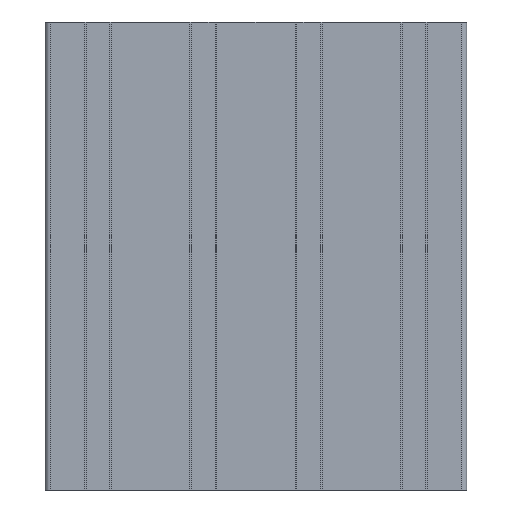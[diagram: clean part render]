
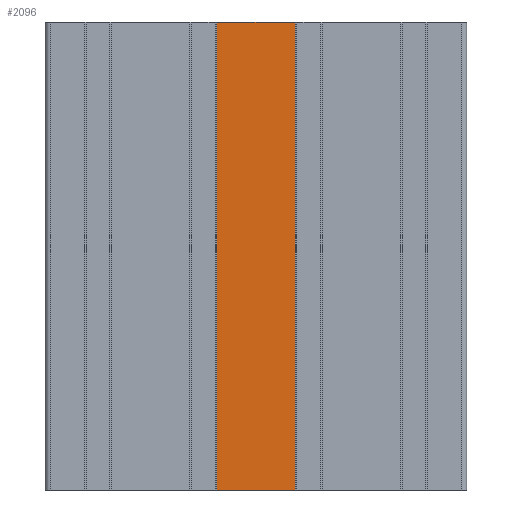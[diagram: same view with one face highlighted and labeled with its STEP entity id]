
A CAD part, front view. The second image highlights one B-rep face of the part: STEP entity #2096.
In plain terms, the highlighted planar face has unit normal (0, -1, 0).
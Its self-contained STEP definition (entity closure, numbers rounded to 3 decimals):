
#19 = ORIENTED_EDGE ( 'NONE', *, *, #3748, .F. ) ;
#126 = EDGE_CURVE ( 'NONE', #1792, #4422, #3334, .T. ) ;
#172 = EDGE_CURVE ( 'NONE', #4422, #3431, #1641, .T. ) ;
#217 = DIRECTION ( 'NONE',  ( 1., 0., 0. ) ) ;
#226 = LINE ( 'NONE', #1587, #903 ) ;
#355 = CARTESIAN_POINT ( 'NONE',  ( 17.896, -7.667, 0. ) ) ;
#449 = ORIENTED_EDGE ( 'NONE', *, *, #519, .F. ) ;
#519 = EDGE_CURVE ( 'NONE', #3681, #3431, #2541, .T. ) ;
#547 = CARTESIAN_POINT ( 'NONE',  ( -15.504, -7.667, 0. ) ) ;
#719 = VECTOR ( 'NONE', #217, 1000. ) ;
#860 = EDGE_LOOP ( 'NONE', ( #2249, #449, #19, #3193 ) ) ;
#882 = CARTESIAN_POINT ( 'NONE',  ( -15.504, -7.667, 200. ) ) ;
#903 = VECTOR ( 'NONE', #2636, 1000. ) ;
#1068 = VECTOR ( 'NONE', #3195, 1000. ) ;
#1085 = PLANE ( 'NONE',  #1448 ) ;
#1176 = CARTESIAN_POINT ( 'NONE',  ( 17.896, -7.667, 200. ) ) ;
#1232 = DIRECTION ( 'NONE',  ( 0., 0., -1. ) ) ;
#1356 = DIRECTION ( 'NONE',  ( 0., 1., 0. ) ) ;
#1448 = AXIS2_PLACEMENT_3D ( 'NONE', #2109, #1356, #2474 ) ;
#1587 = CARTESIAN_POINT ( 'NONE',  ( -15.504, -7.667, 200. ) ) ;
#1641 = LINE ( 'NONE', #547, #719 ) ;
#1792 = VERTEX_POINT ( 'NONE', #3449 ) ;
#1956 = CARTESIAN_POINT ( 'NONE',  ( 17.896, -7.667, 200. ) ) ;
#2096 = ADVANCED_FACE ( 'NONE', ( #4505 ), #1085, .F. ) ;
#2109 = CARTESIAN_POINT ( 'NONE',  ( -15.504, -7.667, 200. ) ) ;
#2249 = ORIENTED_EDGE ( 'NONE', *, *, #172, .T. ) ;
#2474 = DIRECTION ( 'NONE',  ( -1., 0., 0. ) ) ;
#2541 = LINE ( 'NONE', #1176, #1068 ) ;
#2636 = DIRECTION ( 'NONE',  ( 1., 0., 0. ) ) ;
#3193 = ORIENTED_EDGE ( 'NONE', *, *, #126, .T. ) ;
#3195 = DIRECTION ( 'NONE',  ( 0., 0., -1. ) ) ;
#3334 = LINE ( 'NONE', #882, #4446 ) ;
#3431 = VERTEX_POINT ( 'NONE', #355 ) ;
#3449 = CARTESIAN_POINT ( 'NONE',  ( -15.504, -7.667, 200. ) ) ;
#3681 = VERTEX_POINT ( 'NONE', #1956 ) ;
#3748 = EDGE_CURVE ( 'NONE', #1792, #3681, #226, .T. ) ;
#3830 = CARTESIAN_POINT ( 'NONE',  ( -15.504, -7.667, 0. ) ) ;
#4422 = VERTEX_POINT ( 'NONE', #3830 ) ;
#4446 = VECTOR ( 'NONE', #1232, 1000. ) ;
#4505 = FACE_OUTER_BOUND ( 'NONE', #860, .T. ) ;
